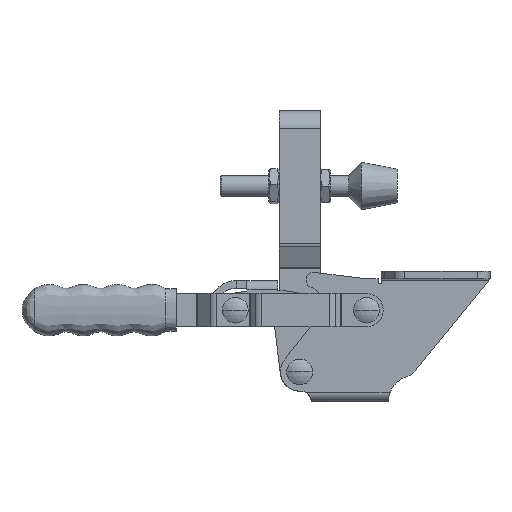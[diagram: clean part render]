
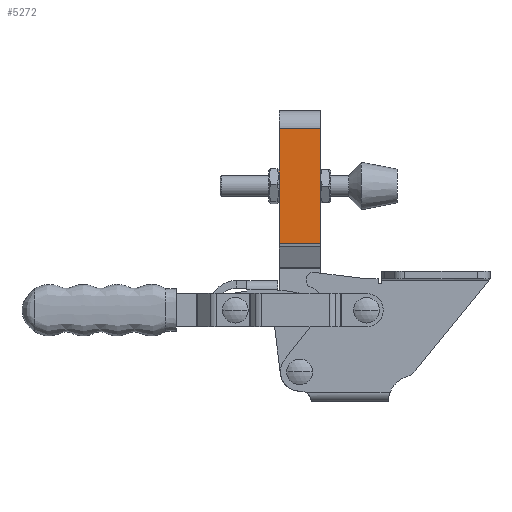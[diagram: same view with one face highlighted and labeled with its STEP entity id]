
A CAD part, left-side view. The second image highlights one B-rep face of the part: STEP entity #5272.
In plain terms, the highlighted face is planar.
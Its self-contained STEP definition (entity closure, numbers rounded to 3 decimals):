
#1311 = CARTESIAN_POINT ( 'NONE',  ( 7.15, 0., 150. ) ) ;
#1313 = PLANE ( 'NONE',  #17031 ) ;
#1316 = DIRECTION ( 'NONE',  ( -1., 0., 0. ) ) ;
#1317 = DIRECTION ( 'NONE',  ( 0., 0., 1. ) ) ;
#3438 = LINE ( 'NONE', #4030, #3441 ) ;
#3441 = VECTOR ( 'NONE', #4025, 1000. ) ;
#3517 = LINE ( 'NONE', #4259, #3521 ) ;
#3521 = VECTOR ( 'NONE', #4258, 1000. ) ;
#3550 = LINE ( 'NONE', #4313, #3553 ) ;
#3553 = VECTOR ( 'NONE', #4314, 1000. ) ;
#3554 = LINE ( 'NONE', #4317, #3557 ) ;
#3557 = VECTOR ( 'NONE', #4318, 1000. ) ;
#4025 = DIRECTION ( 'NONE',  ( 0., 0., 1. ) ) ;
#4030 = CARTESIAN_POINT ( 'NONE',  ( 7.15, 4.5, 0. ) ) ;
#4258 = DIRECTION ( 'NONE',  ( 0., 0., 1. ) ) ;
#4259 = CARTESIAN_POINT ( 'NONE',  ( 7.15, 20.5, 0. ) ) ;
#4313 = CARTESIAN_POINT ( 'NONE',  ( 7.15, 0., 44.4 ) ) ;
#4314 = DIRECTION ( 'NONE',  ( 0., 1., 0. ) ) ;
#4317 = CARTESIAN_POINT ( 'NONE',  ( 7.15, 0., 0. ) ) ;
#4318 = DIRECTION ( 'NONE',  ( 0., 1., 0. ) ) ;
#5272 = ADVANCED_FACE ( 'NONE', ( #17488 ), #1313, .F. ) ;
#17031 = AXIS2_PLACEMENT_3D ( 'NONE', #1311, #1316, #1317 ) ;
#17488 = FACE_OUTER_BOUND ( 'NONE', #22222, .T. ) ;
#22222 = EDGE_LOOP ( 'NONE', ( #25774, #25775, #25776, #25777 ) ) ;
#25774 = ORIENTED_EDGE ( 'NONE', *, *, #33107, .T. ) ;
#25775 = ORIENTED_EDGE ( 'NONE', *, *, #33084, .T. ) ;
#25776 = ORIENTED_EDGE ( 'NONE', *, *, #33105, .F. ) ;
#25777 = ORIENTED_EDGE ( 'NONE', *, *, #33035, .F. ) ;
#27010 = CARTESIAN_POINT ( 'NONE',  ( 7.15, 4.5, 44.4 ) ) ;
#27013 = CARTESIAN_POINT ( 'NONE',  ( 7.15, 4.5, 0. ) ) ;
#27043 = CARTESIAN_POINT ( 'NONE',  ( 7.15, 20.5, 0. ) ) ;
#27053 = CARTESIAN_POINT ( 'NONE',  ( 7.15, 20.5, 44.4 ) ) ;
#27561 = VERTEX_POINT ( 'NONE', #27010 ) ;
#27564 = VERTEX_POINT ( 'NONE', #27013 ) ;
#27594 = VERTEX_POINT ( 'NONE', #27043 ) ;
#27604 = VERTEX_POINT ( 'NONE', #27053 ) ;
#33035 = EDGE_CURVE ( 'NONE', #27564, #27561, #3438, .T. ) ;
#33084 = EDGE_CURVE ( 'NONE', #27594, #27604, #3517, .T. ) ;
#33105 = EDGE_CURVE ( 'NONE', #27561, #27604, #3550, .T. ) ;
#33107 = EDGE_CURVE ( 'NONE', #27564, #27594, #3554, .T. ) ;
